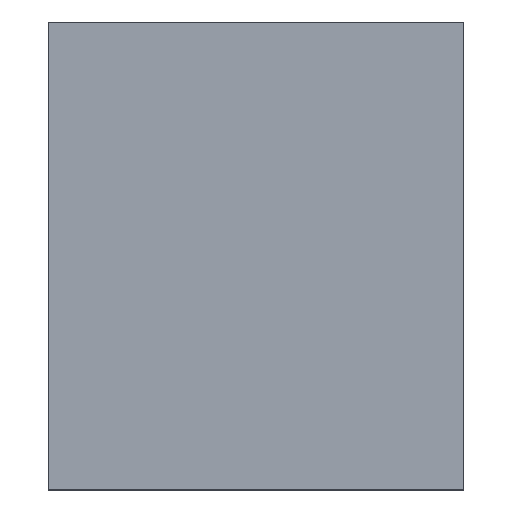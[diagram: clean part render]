
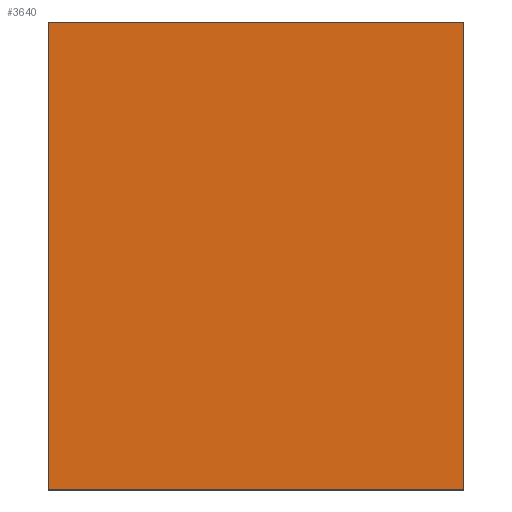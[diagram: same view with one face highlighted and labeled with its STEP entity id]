
A CAD part, top view. The second image highlights one B-rep face of the part: STEP entity #3640.
In plain terms, the highlighted face is planar.
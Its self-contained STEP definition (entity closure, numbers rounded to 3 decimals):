
#1631=DIRECTION('',(0.,0.,1.));
#1632=VECTOR('',#1631,4.5);
#1633=CARTESIAN_POINT('',(-2.,2.075,-2.25));
#1634=LINE('',#1633,#1632);
#1638=DIRECTION('',(-1.,0.,0.));
#1639=VECTOR('',#1638,4.);
#1640=CARTESIAN_POINT('',(2.,2.075,-2.25));
#1641=LINE('',#1640,#1639);
#1645=DIRECTION('',(0.,0.,-1.));
#1646=VECTOR('',#1645,4.5);
#1647=CARTESIAN_POINT('',(2.,2.075,2.25));
#1648=LINE('',#1647,#1646);
#1652=DIRECTION('',(1.,0.,0.));
#1653=VECTOR('',#1652,4.);
#1654=CARTESIAN_POINT('',(-2.,2.075,2.25));
#1655=LINE('',#1654,#1653);
#2101=CARTESIAN_POINT('',(-2.,2.075,-2.25));
#2102=CARTESIAN_POINT('',(-2.,2.075,2.25));
#2103=VERTEX_POINT('',#2101);
#2104=VERTEX_POINT('',#2102);
#2105=CARTESIAN_POINT('',(2.,2.075,2.25));
#2106=VERTEX_POINT('',#2105);
#2107=CARTESIAN_POINT('',(2.,2.075,-2.25));
#2108=VERTEX_POINT('',#2107);
#3629=CARTESIAN_POINT('',(0.,2.075,0.));
#3630=DIRECTION('',(0.,1.,0.));
#3631=DIRECTION('',(1.,0.,0.));
#3632=AXIS2_PLACEMENT_3D('',#3629,#3630,#3631);
#3633=PLANE('',#3632);
#3634=ORIENTED_EDGE('',*,*,#3581,.F.);
#3635=ORIENTED_EDGE('',*,*,#2827,.F.);
#3636=ORIENTED_EDGE('',*,*,#3077,.F.);
#3637=ORIENTED_EDGE('',*,*,#3568,.F.);
#3638=EDGE_LOOP('',(#3634,#3635,#3636,#3637));
#3639=FACE_OUTER_BOUND('',#3638,.F.);
#2827=EDGE_CURVE('',#2108,#2103,#1641,.T.);
#3077=EDGE_CURVE('',#2106,#2108,#1648,.T.);
#3568=EDGE_CURVE('',#2104,#2106,#1655,.T.);
#3581=EDGE_CURVE('',#2103,#2104,#1634,.T.);
#3640=ADVANCED_FACE('',(#3639),#3633,.T.);
